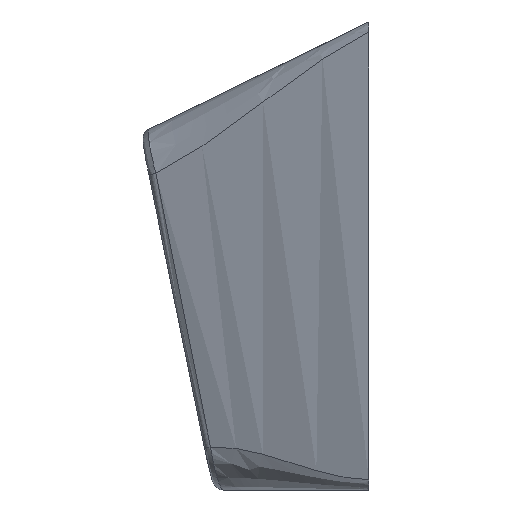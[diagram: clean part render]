
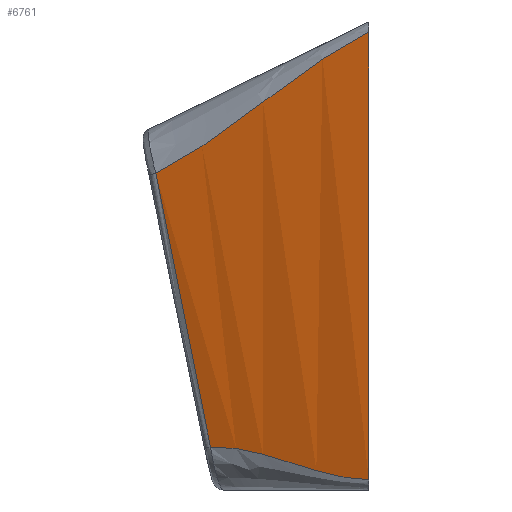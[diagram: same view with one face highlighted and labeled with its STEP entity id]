
A CAD part, left-side view. The second image highlights one B-rep face of the part: STEP entity #6761.
In plain terms, the highlighted free-form (B-spline) face has degree [3, 1] with [6, 2] control points.
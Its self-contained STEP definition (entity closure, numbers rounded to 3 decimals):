
#4407=VERTEX_POINT('',#4408);
#4408=CARTESIAN_POINT('',(2.905,8.192,-5.827));
#4528=VERTEX_POINT('',#4529);
#4529=CARTESIAN_POINT('',(2.886,6.093,-16.347));
#4535=EDGE_CURVE('',#4528,#4407,#4536,.F.);
#4536=B_SPLINE_CURVE_WITH_KNOTS('',3,(#4537,#4538,#4539,#4540,#4541,#4542,#4543,#4544,#4545,#4546),.UNSPECIFIED.,.F.,.U.,(4,2,2,2,4),(-5.158,0.,5.364,10.728,15.887),.UNSPECIFIED.);
#4537=CARTESIAN_POINT('',(2.913,9.209,-0.77));
#4538=CARTESIAN_POINT('',(2.91,8.869,-2.456));
#4539=CARTESIAN_POINT('',(2.908,8.53,-4.141));
#4540=CARTESIAN_POINT('',(2.902,7.84,-7.58));
#4541=CARTESIAN_POINT('',(2.899,7.489,-9.333));
#4542=CARTESIAN_POINT('',(2.893,6.789,-12.84));
#4543=CARTESIAN_POINT('',(2.889,6.44,-14.593));
#4544=CARTESIAN_POINT('',(2.883,5.759,-18.034));
#4545=CARTESIAN_POINT('',(2.88,5.426,-19.721));
#4546=CARTESIAN_POINT('',(2.877,5.095,-21.408));
#6637=EDGE_CURVE('',#4407,#6638,#6640,.F.);
#6638=VERTEX_POINT('',#6639);
#6639=CARTESIAN_POINT('',(0.0,0.0,-0.383));
#6640=B_SPLINE_CURVE_WITH_KNOTS('',4,(#6641,#6642,#6643,#6644,#6645,#6646,#6647,#6648,#6649,#6650,#6651,#6652,#6653,#6654,#6655,#6656,#6657,#6658,#6659,#6660,#6661,#6662,#6663,#6664,#6665,#6666,#6667,#6668,#6669,#6670,#6671,#6672,#6673,#6674,#6675,#6676,#6677,#6678,#6679,#6680,#6681),.UNSPECIFIED.,.F.,.U.,(5,4,4,4,4,4,4,4,4,4,5),(0.0,0.125,0.25,0.375,0.5,0.625,0.75,0.875,0.938,0.969,0.97),.UNSPECIFIED.);
#6641=CARTESIAN_POINT('',(0.,0.,-0.383));
#6642=CARTESIAN_POINT('',(0.092,0.267,-0.517));
#6643=CARTESIAN_POINT('',(0.185,0.539,-0.664));
#6644=CARTESIAN_POINT('',(0.28,0.815,-0.823));
#6645=CARTESIAN_POINT('',(0.377,1.096,-0.993));
#6646=CARTESIAN_POINT('',(0.464,1.35,-1.148));
#6647=CARTESIAN_POINT('',(0.555,1.612,-1.315));
#6648=CARTESIAN_POINT('',(0.648,1.881,-1.494));
#6649=CARTESIAN_POINT('',(0.744,2.157,-1.683));
#6650=CARTESIAN_POINT('',(0.827,2.394,-1.847));
#6651=CARTESIAN_POINT('',(0.915,2.647,-2.026));
#6652=CARTESIAN_POINT('',(1.008,2.914,-2.219));
#6653=CARTESIAN_POINT('',(1.107,3.195,-2.426));
#6654=CARTESIAN_POINT('',(1.177,3.392,-2.572));
#6655=CARTESIAN_POINT('',(1.261,3.63,-2.75));
#6656=CARTESIAN_POINT('',(1.359,3.906,-2.958));
#6657=CARTESIAN_POINT('',(1.471,4.222,-3.195));
#6658=CARTESIAN_POINT('',(1.613,4.619,-3.495));
#6659=CARTESIAN_POINT('',(1.722,4.922,-3.72));
#6660=CARTESIAN_POINT('',(1.798,5.131,-3.876));
#6661=CARTESIAN_POINT('',(1.84,5.249,-3.962));
#6662=CARTESIAN_POINT('',(1.946,5.542,-4.177));
#6663=CARTESIAN_POINT('',(2.044,5.813,-4.37));
#6664=CARTESIAN_POINT('',(2.134,6.062,-4.544));
#6665=CARTESIAN_POINT('',(2.217,6.289,-4.698));
#6666=CARTESIAN_POINT('',(2.321,6.575,-4.89));
#6667=CARTESIAN_POINT('',(2.419,6.847,-5.067));
#6668=CARTESIAN_POINT('',(2.514,7.107,-5.227));
#6669=CARTESIAN_POINT('',(2.604,7.355,-5.373));
#6670=CARTESIAN_POINT('',(2.654,7.495,-5.455));
#6671=CARTESIAN_POINT('',(2.704,7.633,-5.533));
#6672=CARTESIAN_POINT('',(2.753,7.769,-5.607));
#6673=CARTESIAN_POINT('',(2.801,7.902,-5.677));
#6674=CARTESIAN_POINT('',(2.821,7.959,-5.708));
#6675=CARTESIAN_POINT('',(2.845,8.025,-5.742));
#6676=CARTESIAN_POINT('',(2.871,8.098,-5.779));
#6677=CARTESIAN_POINT('',(2.9,8.179,-5.82));
#6678=CARTESIAN_POINT('',(2.901,8.182,-5.822));
#6679=CARTESIAN_POINT('',(2.903,8.186,-5.824));
#6680=CARTESIAN_POINT('',(2.904,8.189,-5.825));
#6681=CARTESIAN_POINT('',(2.905,8.192,-5.827));
#6761=ADVANCED_FACE('',(#6762),#6821,.F.);
#6762=FACE_BOUND('',#6763,.T.);
#6763=EDGE_LOOP('',(#6764,#6765,#6766,#6815));
#6764=ORIENTED_EDGE('',*,*,#6637,.F.);
#6765=ORIENTED_EDGE('',*,*,#4535,.F.);
#6766=ORIENTED_EDGE('',*,*,#6767,.T.);
#6767=EDGE_CURVE('',#4528,#6768,#6770,.T.);
#6768=VERTEX_POINT('',#6769);
#6769=CARTESIAN_POINT('',(0.0,0.0,-17.6));
#6770=B_SPLINE_CURVE_WITH_KNOTS('',4,(#6771,#6772,#6773,#6774,#6775,#6776,#6777,#6778,#6779,#6780,#6781,#6782,#6783,#6784,#6785,#6786,#6787,#6788,#6789,#6790,#6791,#6792,#6793,#6794,#6795,#6796,#6797,#6798,#6799,#6800,#6801,#6802,#6803,#6804,#6805,#6806,#6807,#6808,#6809,#6810,#6811,#6812,#6813,#6814),.UNSPECIFIED.,.F.,.U.,(5,4,4,4,4,4,4,3,4,4,4,5),(0.035,0.063,0.125,0.25,0.375,0.438,0.5,0.509,0.625,0.75,0.875,1.0),.UNSPECIFIED.);
#6771=CARTESIAN_POINT('',(2.886,6.093,-16.347));
#6772=CARTESIAN_POINT('',(2.862,6.042,-16.346));
#6773=CARTESIAN_POINT('',(2.842,5.999,-16.345));
#6774=CARTESIAN_POINT('',(2.826,5.965,-16.345));
#6775=CARTESIAN_POINT('',(2.813,5.938,-16.344));
#6776=CARTESIAN_POINT('',(2.767,5.839,-16.344));
#6777=CARTESIAN_POINT('',(2.721,5.739,-16.346));
#6778=CARTESIAN_POINT('',(2.675,5.64,-16.351));
#6779=CARTESIAN_POINT('',(2.629,5.54,-16.358));
#6780=CARTESIAN_POINT('',(2.544,5.358,-16.371));
#6781=CARTESIAN_POINT('',(2.456,5.165,-16.393));
#6782=CARTESIAN_POINT('',(2.362,4.961,-16.425));
#6783=CARTESIAN_POINT('',(2.263,4.746,-16.467));
#6784=CARTESIAN_POINT('',(2.186,4.577,-16.501));
#6785=CARTESIAN_POINT('',(2.099,4.389,-16.543));
#6786=CARTESIAN_POINT('',(2.004,4.181,-16.595));
#6787=CARTESIAN_POINT('',(1.899,3.954,-16.659));
#6788=CARTESIAN_POINT('',(1.862,3.873,-16.681));
#6789=CARTESIAN_POINT('',(1.819,3.78,-16.708));
#6790=CARTESIAN_POINT('',(1.77,3.675,-16.739));
#6791=CARTESIAN_POINT('',(1.716,3.558,-16.774));
#6792=CARTESIAN_POINT('',(1.67,3.459,-16.804));
#6793=CARTESIAN_POINT('',(1.624,3.36,-16.835));
#6794=CARTESIAN_POINT('',(1.578,3.261,-16.866));
#6795=CARTESIAN_POINT('',(1.531,3.163,-16.897));
#6796=CARTESIAN_POINT('',(1.523,3.146,-16.903));
#6797=CARTESIAN_POINT('',(1.516,3.129,-16.908));
#6798=CARTESIAN_POINT('',(1.508,3.112,-16.913));
#6799=CARTESIAN_POINT('',(1.404,2.89,-16.984));
#6800=CARTESIAN_POINT('',(1.315,2.701,-17.045));
#6801=CARTESIAN_POINT('',(1.233,2.529,-17.1));
#6802=CARTESIAN_POINT('',(1.158,2.371,-17.149));
#6803=CARTESIAN_POINT('',(1.055,2.157,-17.215));
#6804=CARTESIAN_POINT('',(0.958,1.954,-17.275));
#6805=CARTESIAN_POINT('',(0.865,1.762,-17.329));
#6806=CARTESIAN_POINT('',(0.777,1.581,-17.375));
#6807=CARTESIAN_POINT('',(0.676,1.372,-17.428));
#6808=CARTESIAN_POINT('',(0.578,1.172,-17.473));
#6809=CARTESIAN_POINT('',(0.483,0.978,-17.51));
#6810=CARTESIAN_POINT('',(0.39,0.79,-17.539));
#6811=CARTESIAN_POINT('',(0.291,0.589,-17.569));
#6812=CARTESIAN_POINT('',(0.193,0.391,-17.59));
#6813=CARTESIAN_POINT('',(0.096,0.194,-17.6));
#6814=CARTESIAN_POINT('',(0.,0.,-17.6));
#6815=ORIENTED_EDGE('',*,*,#6816,.T.);
#6816=EDGE_CURVE('',#6768,#6638,#6817,.T.);
#6817=LINE('',#6818,#6819);
#6818=CARTESIAN_POINT('',(0.0,0.0,0.0));
#6819=VECTOR('',#6820,1.0);
#6820=DIRECTION('',(0.0,0.0,1.0));
#6821=B_SPLINE_SURFACE_WITH_KNOTS('',3,1,((#6822,#6823),(#6824,#6825),(#6826,#6827),(#6828,#6829),(#6830,#6831),(#6832,#6833)),.UNSPECIFIED.,.F.,.F.,.U.,(4,2,4),(2,2),(0.0,0.5,1.0),(0.0,1.0),.UNSPECIFIED.);
#6822=CARTESIAN_POINT('',(0.0,0.0,-18.0));
#6823=CARTESIAN_POINT('',(0.0,0.0,0.0));
#6824=CARTESIAN_POINT('',(0.5,1.0,-18.0));
#6825=CARTESIAN_POINT('',(0.5,1.467,-0.714));
#6826=CARTESIAN_POINT('',(1.0,2.0,-18.0));
#6827=CARTESIAN_POINT('',(1.0,2.933,-1.428));
#6828=CARTESIAN_POINT('',(2.0,4.0,-18.0));
#6829=CARTESIAN_POINT('',(2.0,5.867,-2.855));
#6830=CARTESIAN_POINT('',(2.5,5.0,-18.0));
#6831=CARTESIAN_POINT('',(2.5,7.333,-3.569));
#6832=CARTESIAN_POINT('',(3.0,6.0,-18.0));
#6833=CARTESIAN_POINT('',(3.0,8.8,-4.283));
